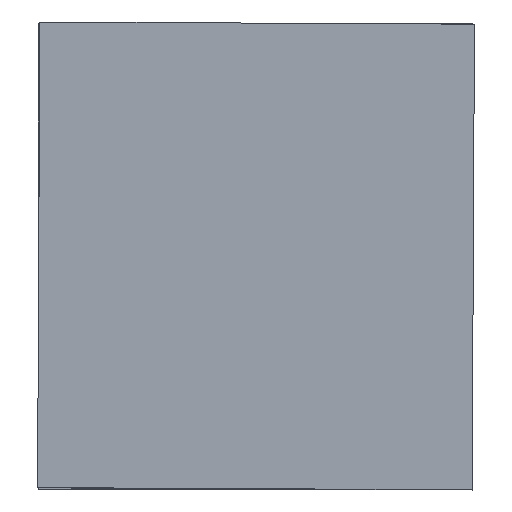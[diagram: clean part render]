
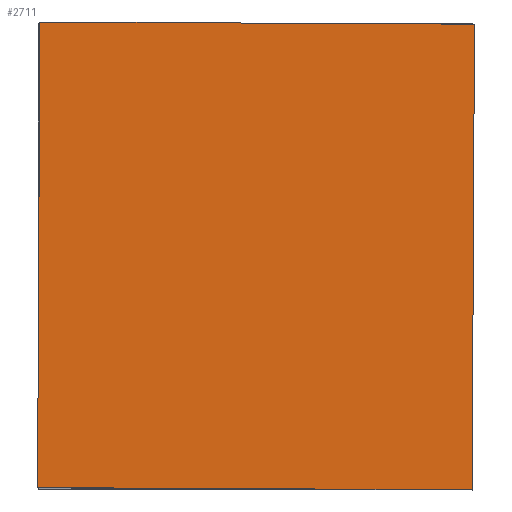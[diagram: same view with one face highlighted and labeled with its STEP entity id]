
A CAD part, top view. The second image highlights one B-rep face of the part: STEP entity #2711.
In plain terms, the highlighted planar face has unit normal (0, 0, 1).
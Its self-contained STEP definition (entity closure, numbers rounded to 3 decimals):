
#84 = DIRECTION ( 'NONE',  ( 0., -1., 0. ) ) ;
#281 = PLANE ( 'NONE',  #3393 ) ;
#292 = EDGE_CURVE ( 'NONE', #1160, #3217, #5210, .T. ) ;
#603 = EDGE_CURVE ( 'NONE', #4962, #3967, #1998, .T. ) ;
#604 = ORIENTED_EDGE ( 'NONE', *, *, #603, .F. ) ;
#780 = CARTESIAN_POINT ( 'NONE',  ( -35., 37.5, 32. ) ) ;
#1116 = CARTESIAN_POINT ( 'NONE',  ( -35., -37.5, 32. ) ) ;
#1160 = VERTEX_POINT ( 'NONE', #1839 ) ;
#1607 = DIRECTION ( 'NONE',  ( 0., 1., 0. ) ) ;
#1762 = VECTOR ( 'NONE', #5222, 1000. ) ;
#1839 = CARTESIAN_POINT ( 'NONE',  ( 35., 37.5, 32. ) ) ;
#1874 = LINE ( 'NONE', #4470, #1762 ) ;
#1998 = LINE ( 'NONE', #780, #4268 ) ;
#2041 = VECTOR ( 'NONE', #4965, 1000. ) ;
#2395 = VECTOR ( 'NONE', #84, 1000. ) ;
#2453 = EDGE_CURVE ( 'NONE', #3217, #4962, #2762, .T. ) ;
#2537 = ORIENTED_EDGE ( 'NONE', *, *, #292, .F. ) ;
#2711 = ADVANCED_FACE ( 'NONE', ( #3376 ), #281, .T. ) ;
#2762 = LINE ( 'NONE', #4035, #2041 ) ;
#3077 = CARTESIAN_POINT ( 'NONE',  ( 35., 37.5, 32. ) ) ;
#3185 = ORIENTED_EDGE ( 'NONE', *, *, #4476, .F. ) ;
#3217 = VERTEX_POINT ( 'NONE', #3964 ) ;
#3376 = FACE_OUTER_BOUND ( 'NONE', #4585, .T. ) ;
#3393 = AXIS2_PLACEMENT_3D ( 'NONE', #4198, #3697, #5426 ) ;
#3697 = DIRECTION ( 'NONE',  ( 0., 0., 1. ) ) ;
#3855 = ORIENTED_EDGE ( 'NONE', *, *, #2453, .F. ) ;
#3948 = CARTESIAN_POINT ( 'NONE',  ( -35., 37.5, 32. ) ) ;
#3964 = CARTESIAN_POINT ( 'NONE',  ( 35., -37.5, 32. ) ) ;
#3967 = VERTEX_POINT ( 'NONE', #3948 ) ;
#4035 = CARTESIAN_POINT ( 'NONE',  ( -35., -37.5, 32. ) ) ;
#4198 = CARTESIAN_POINT ( 'NONE',  ( 0., 0., 32. ) ) ;
#4268 = VECTOR ( 'NONE', #1607, 1000. ) ;
#4470 = CARTESIAN_POINT ( 'NONE',  ( -35., 37.5, 32. ) ) ;
#4476 = EDGE_CURVE ( 'NONE', #3967, #1160, #1874, .T. ) ;
#4585 = EDGE_LOOP ( 'NONE', ( #2537, #3185, #604, #3855 ) ) ;
#4962 = VERTEX_POINT ( 'NONE', #1116 ) ;
#4965 = DIRECTION ( 'NONE',  ( -1., 0., 0. ) ) ;
#5210 = LINE ( 'NONE', #3077, #2395 ) ;
#5222 = DIRECTION ( 'NONE',  ( 1., 0., 0. ) ) ;
#5426 = DIRECTION ( 'NONE',  ( 1., 0., 0. ) ) ;
